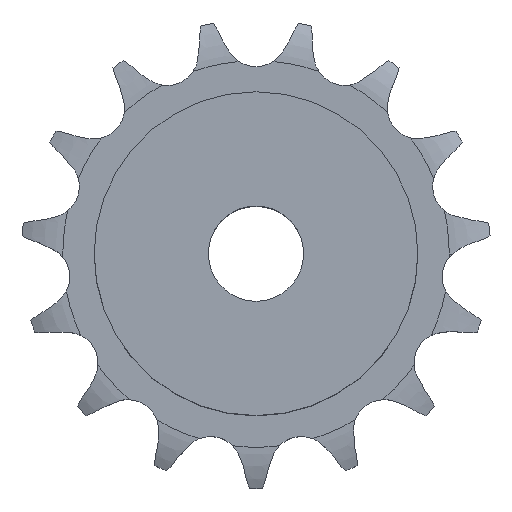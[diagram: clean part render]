
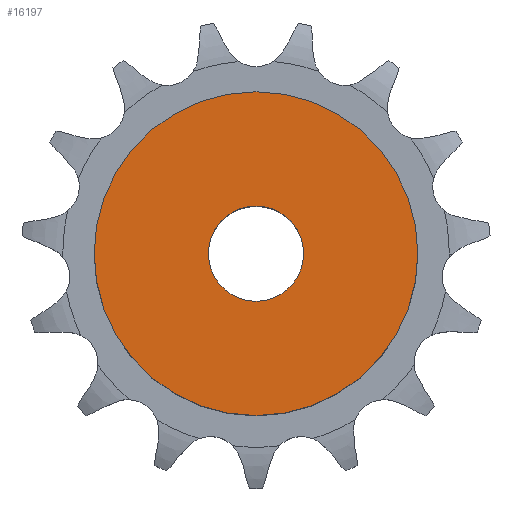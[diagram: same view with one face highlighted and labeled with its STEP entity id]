
A CAD part, top view. The second image highlights one B-rep face of the part: STEP entity #16197.
In plain terms, the highlighted planar face has unit normal (0, 0, 1).
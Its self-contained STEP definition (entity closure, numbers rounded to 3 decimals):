
#2406 = CYLINDRICAL_SURFACE('',#2407,17.);
#2407 = AXIS2_PLACEMENT_3D('',#2408,#2409,#2410);
#2408 = CARTESIAN_POINT('',(0.,0.,0.));
#2409 = DIRECTION('',(-0.,-0.,-1.));
#2410 = DIRECTION('',(1.,0.,0.));
#10435 = VERTEX_POINT('',#10436);
#10436 = CARTESIAN_POINT('',(17.,0.,25.));
#10457 = EDGE_CURVE('',#10435,#10435,#10458,.T.);
#10458 = SURFACE_CURVE('',#10459,(#10464,#10471),.PCURVE_S1.);
#10459 = CIRCLE('',#10460,17.);
#10460 = AXIS2_PLACEMENT_3D('',#10461,#10462,#10463);
#10461 = CARTESIAN_POINT('',(0.,0.,25.));
#10462 = DIRECTION('',(0.,0.,1.));
#10463 = DIRECTION('',(1.,0.,0.));
#10464 = PCURVE('',#2406,#10465);
#10465 = DEFINITIONAL_REPRESENTATION('',(#10466),#10470);
#10466 = LINE('',#10467,#10468);
#10467 = CARTESIAN_POINT('',(-0.,-25.));
#10468 = VECTOR('',#10469,1.);
#10469 = DIRECTION('',(-1.,0.));
#10470 = ( GEOMETRIC_REPRESENTATION_CONTEXT(2) 
PARAMETRIC_REPRESENTATION_CONTEXT() REPRESENTATION_CONTEXT('2D SPACE',''
  ) );
#10471 = PCURVE('',#10472,#10477);
#10472 = PLANE('',#10473);
#10473 = AXIS2_PLACEMENT_3D('',#10474,#10475,#10476);
#10474 = CARTESIAN_POINT('',(0.,0.,25.)
  );
#10475 = DIRECTION('',(0.,0.,1.));
#10476 = DIRECTION('',(1.,0.,0.));
#10477 = DEFINITIONAL_REPRESENTATION('',(#10478),#10482);
#10478 = CIRCLE('',#10479,17.);
#10479 = AXIS2_PLACEMENT_2D('',#10480,#10481);
#10480 = CARTESIAN_POINT('',(0.,0.));
#10481 = DIRECTION('',(1.,0.));
#10482 = ( GEOMETRIC_REPRESENTATION_CONTEXT(2) 
PARAMETRIC_REPRESENTATION_CONTEXT() REPRESENTATION_CONTEXT('2D SPACE',''
  ) );
#13820 = CYLINDRICAL_SURFACE('',#13821,5.);
#13821 = AXIS2_PLACEMENT_3D('',#13822,#13823,#13824);
#13822 = CARTESIAN_POINT('',(0.,0.,82.684));
#13823 = DIRECTION('',(0.,0.,1.));
#13824 = DIRECTION('',(1.,0.,0.));
#16197 = ADVANCED_FACE('',(#16198,#16201),#10472,.T.);
#16198 = FACE_BOUND('',#16199,.T.);
#16199 = EDGE_LOOP('',(#16200));
#16200 = ORIENTED_EDGE('',*,*,#10457,.T.);
#16201 = FACE_BOUND('',#16202,.T.);
#16202 = EDGE_LOOP('',(#16203));
#16203 = ORIENTED_EDGE('',*,*,#16204,.F.);
#16204 = EDGE_CURVE('',#16205,#16205,#16207,.T.);
#16205 = VERTEX_POINT('',#16206);
#16206 = CARTESIAN_POINT('',(5.,0.,25.));
#16207 = SURFACE_CURVE('',#16208,(#16213,#16220),.PCURVE_S1.);
#16208 = CIRCLE('',#16209,5.);
#16209 = AXIS2_PLACEMENT_3D('',#16210,#16211,#16212);
#16210 = CARTESIAN_POINT('',(0.,0.,25.));
#16211 = DIRECTION('',(0.,0.,1.));
#16212 = DIRECTION('',(1.,0.,0.));
#16213 = PCURVE('',#10472,#16214);
#16214 = DEFINITIONAL_REPRESENTATION('',(#16215),#16219);
#16215 = CIRCLE('',#16216,5.);
#16216 = AXIS2_PLACEMENT_2D('',#16217,#16218);
#16217 = CARTESIAN_POINT('',(0.,0.));
#16218 = DIRECTION('',(1.,0.));
#16219 = ( GEOMETRIC_REPRESENTATION_CONTEXT(2) 
PARAMETRIC_REPRESENTATION_CONTEXT() REPRESENTATION_CONTEXT('2D SPACE',''
  ) );
#16220 = PCURVE('',#13820,#16221);
#16221 = DEFINITIONAL_REPRESENTATION('',(#16222),#16226);
#16222 = LINE('',#16223,#16224);
#16223 = CARTESIAN_POINT('',(0.,-57.684));
#16224 = VECTOR('',#16225,1.);
#16225 = DIRECTION('',(1.,0.));
#16226 = ( GEOMETRIC_REPRESENTATION_CONTEXT(2) 
PARAMETRIC_REPRESENTATION_CONTEXT() REPRESENTATION_CONTEXT('2D SPACE',''
  ) );
